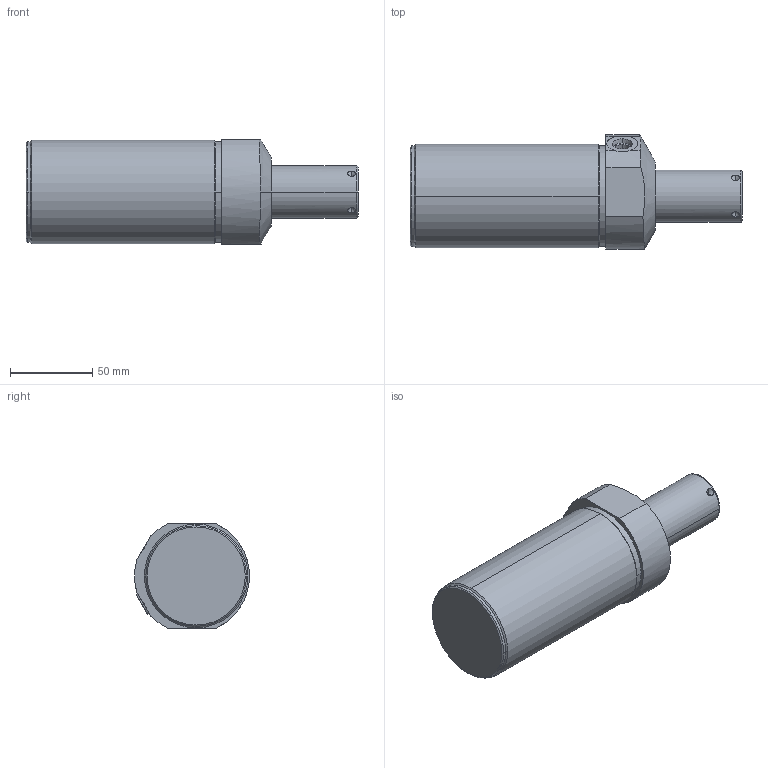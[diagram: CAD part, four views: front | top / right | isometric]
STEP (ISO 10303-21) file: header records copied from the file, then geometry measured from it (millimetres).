
FILE_DESCRIPTION((''),'2;1');
FILE_NAME('ILC15011800','2012-05-21T',('gar'),(''),'PRO/ENGINEER BY PARAMETRIC TECHNOLOGY CORPORATION, 2007460','PRO/ENGINEER BY PARAMETRIC TECHNOLOGY CORPORATION, 2007460','');
FILE_SCHEMA(('AUTOMOTIVE_DESIGN_CC2 { 1 2 10303 214 -1 1 5 2 }'));
Length unit declared in the file: inch
Products named in the file (1): ILC15011800
Bounding box: 201.85 x 69.85 x 63.25 mm (x, y, z)
Volume: 505418 mm3; surface area: 44687.4 mm2
Topology: 1 solids, 3 shells, 71 faces, 170 edges, 103 vertices
Faces by surface type: cone 26, cylinder 26, plane 17, torus 2
Entity records: 2952 total; most frequent: CARTESIAN_POINT 565, DIRECTION 348, ORIENTED_EDGE 316, PRESENTATION_STYLE_ASSIGNMENT 175, STYLED_ITEM 162, CURVE_STYLE 160, EDGE_CURVE 160, AXIS2_PLACEMENT_3D 142
